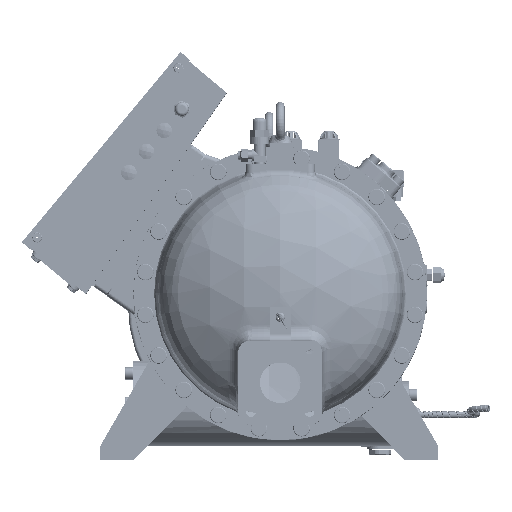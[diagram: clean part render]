
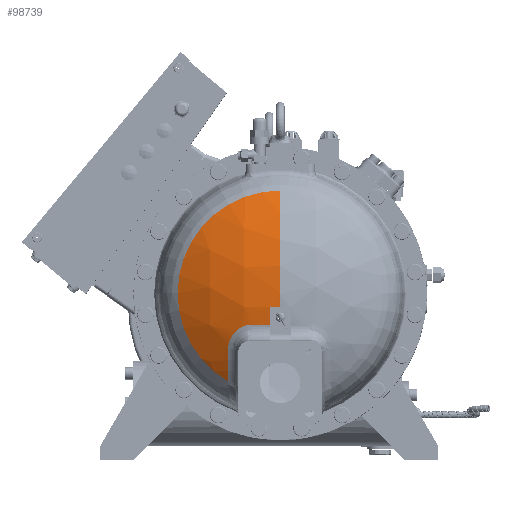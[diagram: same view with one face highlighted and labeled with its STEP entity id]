
A CAD part, top view. The second image highlights one B-rep face of the part: STEP entity #98739.
In plain terms, the highlighted spherical face has radius 279 mm.
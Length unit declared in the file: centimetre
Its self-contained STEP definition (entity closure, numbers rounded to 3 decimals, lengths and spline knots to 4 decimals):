
#710 = DIRECTION ( 'NONE',  ( 0., -1., 0. ) ) ;
#777 = CIRCLE ( 'NONE', #112745, 27.8596 ) ;
#3283 = EDGE_CURVE ( 'NONE', #98474, #22134, #81383, .T. ) ;
#4766 = CARTESIAN_POINT ( 'NONE',  ( 0.1, -0.4, 32.5378 ) ) ;
#6523 = CARTESIAN_POINT ( 'NONE',  ( -5.8804, -5.7356, 30.6082 ) ) ;
#6979 = CARTESIAN_POINT ( 'NONE',  ( -4.8752, -3.9378, 31.3174 ) ) ;
#7716 = VERTEX_POINT ( 'NONE', #48046 ) ;
#9365 = CARTESIAN_POINT ( 'NONE',  ( -3.2729, -3.0662, 31.8222 ) ) ;
#9604 = DIRECTION ( 'NONE',  ( 1., 0., 0. ) ) ;
#10317 = DIRECTION ( 'NONE',  ( -1., 0., 0. ) ) ;
#10422 = CARTESIAN_POINT ( 'NONE',  ( 1.6, -0.4, 32.5782 ) ) ;
#10486 = DIRECTION ( 'NONE',  ( 0., 0., -1. ) ) ;
#10637 = CARTESIAN_POINT ( 'NONE',  ( 1.6, 1.6, 28.3453 ) ) ;
#11836 = AXIS2_PLACEMENT_3D ( 'NONE', #103640, #39523, #114435 ) ;
#13138 = AXIS2_PLACEMENT_3D ( 'NONE', #30208, #30051, #29960 ) ;
#14067 = AXIS2_PLACEMENT_3D ( 'NONE', #129447, #65098, #710 ) ;
#14573 = EDGE_CURVE ( 'NONE', #59618, #62887, #100087, .T. ) ;
#15178 = ORIENTED_EDGE ( 'NONE', *, *, #121205, .T. ) ;
#17165 = ORIENTED_EDGE ( 'NONE', *, *, #28667, .T. ) ;
#17365 = CARTESIAN_POINT ( 'NONE',  ( -5.8405, -5.5697, 30.6662 ) ) ;
#17453 = SPHERICAL_SURFACE ( 'NONE', #124615, 27.9 ) ;
#17851 = CARTESIAN_POINT ( 'NONE',  ( -4.6599, -3.7504, 31.4071 ) ) ;
#20221 = CARTESIAN_POINT ( 'NONE',  ( -2.6976, -2.9722, 31.9363 ) ) ;
#22134 = VERTEX_POINT ( 'NONE', #4766 ) ;
#23181 = VERTEX_POINT ( 'NONE', #47534 ) ;
#27356 = CIRCLE ( 'NONE', #123747, 27.9 ) ;
#27639 = EDGE_CURVE ( 'NONE', #29290, #23181, #29250, .T. ) ;
#28198 = CARTESIAN_POINT ( 'NONE',  ( -5.7766, -5.3531, 30.7435 ) ) ;
#28655 = CARTESIAN_POINT ( 'NONE',  ( -4.523, -3.6452, 31.4597 ) ) ;
#28667 = EDGE_CURVE ( 'NONE', #7716, #55151, #27356, .T. ) ;
#29250 = CIRCLE ( 'NONE', #38376, 14.8886 ) ;
#29290 = VERTEX_POINT ( 'NONE', #65742 ) ;
#29960 = DIRECTION ( 'NONE',  ( -1., 0., 0. ) ) ;
#30051 = DIRECTION ( 'NONE',  ( 0., -1., 0. ) ) ;
#30208 = CARTESIAN_POINT ( 'NONE',  ( 1.6, -0.4, 4.75 ) ) ;
#38116 = CARTESIAN_POINT ( 'NONE',  ( -5.9582, -6.2416, 30.4376 ) ) ;
#38376 = AXIS2_PLACEMENT_3D ( 'NONE', #10637, #10486, #10317 ) ;
#39041 = CARTESIAN_POINT ( 'NONE',  ( -5.6062, -4.9377, 30.8987 ) ) ;
#39523 = DIRECTION ( 'NONE',  ( 0., 0., -1. ) ) ;
#41444 = CARTESIAN_POINT ( 'NONE',  ( -4.2398, -3.4505, 31.5615 ) ) ;
#45736 = CARTESIAN_POINT ( 'NONE',  ( -5.9582, -6.4714, 30.3652 ) ) ;
#45781 = ORIENTED_EDGE ( 'NONE', *, *, #77322, .T. ) ;
#46158 = ORIENTED_EDGE ( 'NONE', *, *, #3283, .F. ) ;
#46175 = ORIENTED_EDGE ( 'NONE', *, *, #69129, .F. ) ;
#47534 = CARTESIAN_POINT ( 'NONE',  ( -13.2886, 1.6, 28.3453 ) ) ;
#48046 = CARTESIAN_POINT ( 'NONE',  ( 1.6, 1.6, 32.65 ) ) ;
#48654 = CARTESIAN_POINT ( 'NONE',  ( 0.1, 1.6, 4.75 ) ) ;
#49891 = CARTESIAN_POINT ( 'NONE',  ( -5.4997, -4.7388, 30.9765 ) ) ;
#52260 = CARTESIAN_POINT ( 'NONE',  ( -3.7722, -3.2275, 31.699 ) ) ;
#54057 = CIRCLE ( 'NONE', #11836, 14.8886 ) ;
#55151 = VERTEX_POINT ( 'NONE', #137701 ) ;
#56458 = DIRECTION ( 'NONE',  ( 1., 0., 0. ) ) ;
#56483 = DIRECTION ( 'NONE',  ( 0., 1., 0. ) ) ;
#56609 = CARTESIAN_POINT ( 'NONE',  ( 1.6, -2.9722, 4.75 ) ) ;
#58792 = CARTESIAN_POINT ( 'NONE',  ( 1.6, 1.6, 4.75 ) ) ;
#59362 = DIRECTION ( 'NONE',  ( 0., -1., 0. ) ) ;
#59618 = VERTEX_POINT ( 'NONE', #114932 ) ;
#60589 = CARTESIAN_POINT ( 'NONE',  ( -5.4117, -4.5928, 31.035 ) ) ;
#62887 = VERTEX_POINT ( 'NONE', #102043 ) ;
#62913 = CARTESIAN_POINT ( 'NONE',  ( -3.6085, -3.1659, 31.7421 ) ) ;
#65098 = DIRECTION ( 'NONE',  ( -1., 0., 0. ) ) ;
#65742 = CARTESIAN_POINT ( 'NONE',  ( -5.9582, -11.2274, 28.3453 ) ) ;
#69129 = EDGE_CURVE ( 'NONE', #22134, #62887, #777, .T. ) ;
#69405 = DIRECTION ( 'NONE',  ( 0., 1., 0. ) ) ;
#70729 = CARTESIAN_POINT ( 'NONE',  ( -5.9358, -6.015, 30.5122 ) ) ;
#71041 = FACE_OUTER_BOUND ( 'NONE', #77309, .T. ) ;
#71200 = CARTESIAN_POINT ( 'NONE',  ( -5.1132, -4.1799, 31.2074 ) ) ;
#73547 = CARTESIAN_POINT ( 'NONE',  ( -3.3857, -3.0951, 31.7967 ) ) ;
#73772 = CARTESIAN_POINT ( 'NONE',  ( 1.6, 1.6, 4.75 ) ) ;
#77309 = EDGE_LOOP ( 'NONE', ( #97375, #17165, #104639, #106524, #15178, #45781, #101095, #46175, #46158 ) ) ;
#77322 = EDGE_CURVE ( 'NONE', #100990, #59618, #99175, .T. ) ;
#80486 = AXIS2_PLACEMENT_3D ( 'NONE', #73772, #9604, #84500 ) ;
#81383 = CIRCLE ( 'NONE', #13138, 27.8282 ) ;
#81468 = CARTESIAN_POINT ( 'NONE',  ( -5.868, -5.6799, 30.6275 ) ) ;
#81929 = CARTESIAN_POINT ( 'NONE',  ( -4.7917, -3.8606, 31.3536 ) ) ;
#84246 = CARTESIAN_POINT ( 'NONE',  ( -2.9307, -2.9964, 31.8943 ) ) ;
#84500 = DIRECTION ( 'NONE',  ( 0., 1., 0. ) ) ;
#92216 = CARTESIAN_POINT ( 'NONE',  ( -5.8255, -5.5152, 30.6855 ) ) ;
#92694 = CARTESIAN_POINT ( 'NONE',  ( -4.6147, -3.7145, 31.4248 ) ) ;
#93305 = EDGE_CURVE ( 'NONE', #23181, #55151, #54057, .T. ) ;
#95098 = CARTESIAN_POINT ( 'NONE',  ( -2.459, -2.9722, 31.9718 ) ) ;
#97375 = ORIENTED_EDGE ( 'NONE', *, *, #131968, .F. ) ;
#98474 = VERTEX_POINT ( 'NONE', #10422 ) ;
#98739 = ADVANCED_FACE ( 'NONE', ( #71041 ), #17453, .T. ) ;
#99175 = B_SPLINE_CURVE_WITH_KNOTS ( 'NONE', 3,
 ( #113505, #38116, #70729, #6523, #81468, #17365, #92216, #28198, #103150, #39041, #113967, #49891, #124766, #60589, #135803, #71200, #6979, #81929, #17851, #92694, #28655, #105565, #41444, #116332, #52260, #127189, #62913, #138153, #73547, #9365, #84246, #20221, #95098 ),
 .UNSPECIFIED., .F., .F.,
 ( 4, 2, 2, 2, 1, 2, 2, 2, 2, 2, 2, 2, 2, 2, 2, 2, 4 ),
 ( 0., 0.0072, 0.009, 0.0108, 0.0144, 0.018, 0.0198, 0.0216, 0.0288, 0.0323, 0.0341, 0.0359, 0.0431, 0.0449, 0.0467, 0.0503, 0.0575 ),
 .UNSPECIFIED. ) ;
#100087 = CIRCLE ( 'NONE', #120191, 27.5228 ) ;
#100320 = DIRECTION ( 'NONE',  ( 0., 0., 1. ) ) ;
#100990 = VERTEX_POINT ( 'NONE', #45736 ) ;
#101095 = ORIENTED_EDGE ( 'NONE', *, *, #14573, .T. ) ;
#102043 = CARTESIAN_POINT ( 'NONE',  ( 0.1, -2.9722, 32.2319 ) ) ;
#103150 = CARTESIAN_POINT ( 'NONE',  ( -5.7014, -5.1413, 30.821 ) ) ;
#103640 = CARTESIAN_POINT ( 'NONE',  ( 1.6, 1.6, 28.3453 ) ) ;
#104639 = ORIENTED_EDGE ( 'NONE', *, *, #93305, .F. ) ;
#105565 = CARTESIAN_POINT ( 'NONE',  ( -4.4764, -3.6118, 31.4769 ) ) ;
#106524 = ORIENTED_EDGE ( 'NONE', *, *, #27639, .F. ) ;
#110079 = CIRCLE ( 'NONE', #80486, 27.9 ) ;
#112745 = AXIS2_PLACEMENT_3D ( 'NONE', #48654, #123540, #59362 ) ;
#113505 = CARTESIAN_POINT ( 'NONE',  ( -5.9582, -6.4714, 30.3652 ) ) ;
#113967 = CARTESIAN_POINT ( 'NONE',  ( -5.5272, -4.7881, 30.957 ) ) ;
#114435 = DIRECTION ( 'NONE',  ( -1., 0., 0. ) ) ;
#114932 = CARTESIAN_POINT ( 'NONE',  ( -2.459, -2.9722, 31.9718 ) ) ;
#116332 = CARTESIAN_POINT ( 'NONE',  ( -4.0387, -3.3405, 31.625 ) ) ;
#118227 = CIRCLE ( 'NONE', #14067, 26.8567 ) ;
#119015 = DIRECTION ( 'NONE',  ( -1., 0., 0. ) ) ;
#119034 = CARTESIAN_POINT ( 'NONE',  ( 1.6, 1.6, 4.75 ) ) ;
#120191 = AXIS2_PLACEMENT_3D ( 'NONE', #56609, #56483, #56458 ) ;
#121205 = EDGE_CURVE ( 'NONE', #29290, #100990, #118227, .T. ) ;
#123540 = DIRECTION ( 'NONE',  ( 1., 0., 0. ) ) ;
#123747 = AXIS2_PLACEMENT_3D ( 'NONE', #119034, #119015, #100320 ) ;
#124615 = AXIS2_PLACEMENT_3D ( 'NONE', #58792, #133944, #69405 ) ;
#124766 = CARTESIAN_POINT ( 'NONE',  ( -5.4419, -4.6412, 31.0154 ) ) ;
#127189 = CARTESIAN_POINT ( 'NONE',  ( -3.7182, -3.2061, 31.7135 ) ) ;
#129447 = CARTESIAN_POINT ( 'NONE',  ( -5.9582, 1.6, 4.75 ) ) ;
#131968 = EDGE_CURVE ( 'NONE', #7716, #98474, #110079, .T. ) ;
#133944 = DIRECTION ( 'NONE',  ( 1., 0., 0. ) ) ;
#135803 = CARTESIAN_POINT ( 'NONE',  ( -5.2552, -4.3555, 31.1319 ) ) ;
#137701 = CARTESIAN_POINT ( 'NONE',  ( 1.6, 16.4886, 28.3453 ) ) ;
#138153 = CARTESIAN_POINT ( 'NONE',  ( -3.5529, -3.1471, 31.756 ) ) ;
